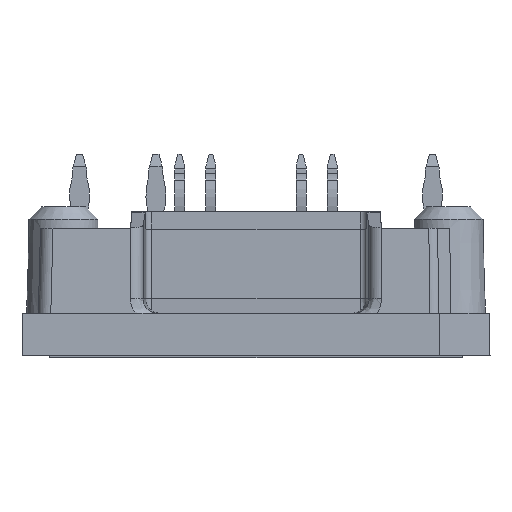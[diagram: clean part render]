
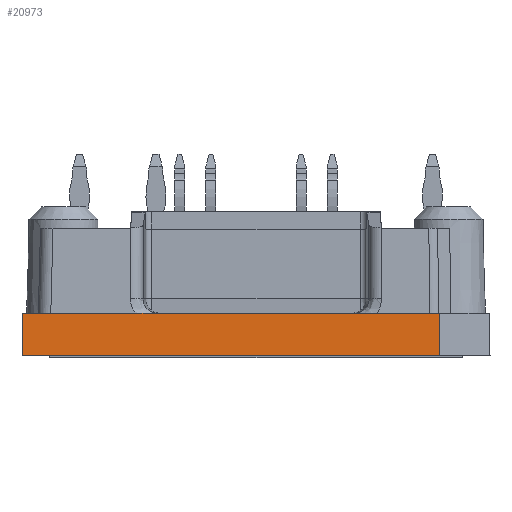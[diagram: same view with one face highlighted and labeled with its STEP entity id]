
A CAD part, left-side view. The second image highlights one B-rep face of the part: STEP entity #20973.
In plain terms, the highlighted planar face has unit normal (-1, 0, 0.018).
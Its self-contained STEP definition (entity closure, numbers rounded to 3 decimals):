
#1385=ORIENTED_EDGE('',*,*,#5711,.T.);
#1386=ORIENTED_EDGE('',*,*,#5712,.F.);
#1387=ORIENTED_EDGE('',*,*,#5713,.T.);
#1388=ORIENTED_EDGE('',*,*,#5658,.T.);
#5658=EDGE_CURVE('',#7860,#7864,#9384,.F.);
#5711=EDGE_CURVE('',#7864,#7898,#9420,.F.);
#5712=EDGE_CURVE('',#7899,#7898,#9421,.F.);
#5713=EDGE_CURVE('',#7899,#7860,#9422,.T.);
#7860=VERTEX_POINT('',#28087);
#7864=VERTEX_POINT('',#28095);
#7898=VERTEX_POINT('',#28204);
#7899=VERTEX_POINT('',#28208);
#9384=LINE('',#28096,#11060);
#9420=LINE('',#28205,#11096);
#9421=LINE('',#28207,#11097);
#9422=LINE('',#28209,#11098);
#11060=VECTOR('',#23568,1000.);
#11096=VECTOR('',#23682,1000.);
#11097=VECTOR('',#23685,1000.);
#11098=VECTOR('',#23686,1000.);
#12700=EDGE_LOOP('',(#1385,#1386,#1387,#1388));
#13632=FACE_BOUND('',#12700,.T.);
#14504=PLANE('',#21891);
#20973=ADVANCED_FACE('',(#13632),#14504,.T.);
#21891=AXIS2_PLACEMENT_3D('',#28206,#23683,#23684);
#23568=DIRECTION('',(0.,1.,0.));
#23682=DIRECTION('',(-0.017,-0.007,-1.));
#23683=DIRECTION('',(-1.,0.,0.017));
#23684=DIRECTION('',(0.017,0.,1.));
#23685=DIRECTION('',(0.,1.,0.));
#23686=DIRECTION('',(-0.017,0.017,-1.));
#28087=CARTESIAN_POINT('',(-41.,18.7,0.));
#28095=CARTESIAN_POINT('',(-41.,-14.7,0.));
#28096=CARTESIAN_POINT('',(-41.,0.,0.));
#28204=CARTESIAN_POINT('',(-40.941,-14.675,3.4));
#28205=CARTESIAN_POINT('',(-40.998,-14.699,0.134));
#28206=CARTESIAN_POINT('',(-41.,0.,0.));
#28207=CARTESIAN_POINT('',(-40.941,0.,3.4));
#28208=CARTESIAN_POINT('',(-40.941,18.641,3.4));
#28209=CARTESIAN_POINT('',(-40.994,18.694,0.326));
